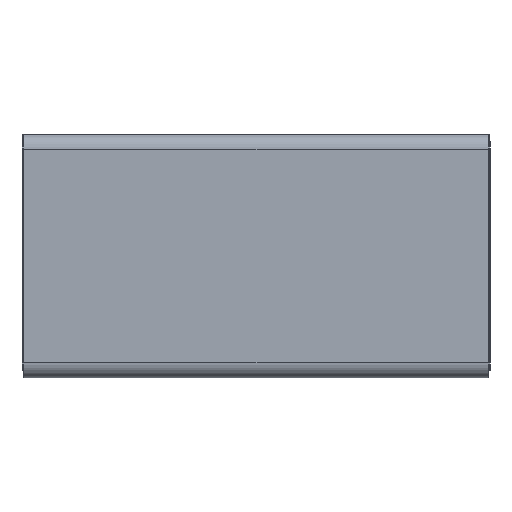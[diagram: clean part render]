
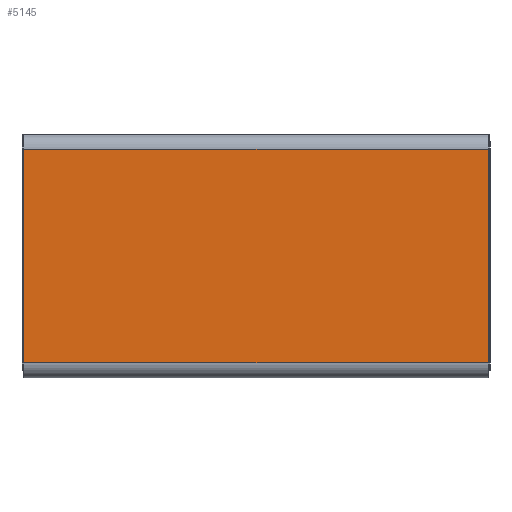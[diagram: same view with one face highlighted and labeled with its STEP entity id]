
A CAD part, left-side view. The second image highlights one B-rep face of the part: STEP entity #5145.
In plain terms, the highlighted planar face has unit normal (-1, 0, 0).
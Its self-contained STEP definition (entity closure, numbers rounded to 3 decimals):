
#382=FACE_OUTER_BOUND('',#668,.T.);
#668=EDGE_LOOP('',(#3314,#3315,#3316,#3317));
#1003=LINE('',#7200,#1511);
#1009=LINE('',#7215,#1517);
#1016=LINE('',#7234,#1524);
#1020=LINE('',#7241,#1528);
#1511=VECTOR('',#5999,0.47);
#1517=VECTOR('',#6013,0.47);
#1524=VECTOR('',#6032,1.24);
#1528=VECTOR('',#6042,10.);
#2019=VERTEX_POINT('',#7197);
#2020=VERTEX_POINT('',#7199);
#2024=VERTEX_POINT('',#7212);
#2025=VERTEX_POINT('',#7214);
#2514=EDGE_CURVE('',#2019,#2020,#1003,.T.);
#2522=EDGE_CURVE('',#2025,#2024,#1009,.T.);
#2532=EDGE_CURVE('',#2020,#2024,#1016,.T.);
#2536=EDGE_CURVE('',#2025,#2019,#1020,.T.);
#3314=ORIENTED_EDGE('',*,*,#2536,.F.);
#3315=ORIENTED_EDGE('',*,*,#2522,.T.);
#3316=ORIENTED_EDGE('',*,*,#2532,.F.);
#3317=ORIENTED_EDGE('',*,*,#2514,.F.);
#4663=PLANE('',#5603);
#5145=ADVANCED_FACE('',(#382),#4663,.T.);
#5603=AXIS2_PLACEMENT_3D('',#7240,#6040,#6041);
#5999=DIRECTION('',(0.,0.,1.));
#6013=DIRECTION('',(0.,0.,1.));
#6032=DIRECTION('',(0.,-1.,0.));
#6040=DIRECTION('center_axis',(-1.,0.,0.));
#6041=DIRECTION('ref_axis',(0.,0.,1.));
#6042=DIRECTION('',(0.,1.,0.));
#7197=CARTESIAN_POINT('',(-1.,0.62,-0.235));
#7199=CARTESIAN_POINT('',(-1.,0.62,0.335));
#7200=CARTESIAN_POINT('',(-1.,0.62,-0.135));
#7212=CARTESIAN_POINT('',(-1.,-0.62,0.335));
#7214=CARTESIAN_POINT('',(-1.,-0.62,-0.235));
#7215=CARTESIAN_POINT('',(-1.,-0.62,-0.135));
#7234=CARTESIAN_POINT('',(-1.,0.62,0.335));
#7240=CARTESIAN_POINT('Origin',(-1.,-0.62,-0.175));
#7241=CARTESIAN_POINT('',(-1.,-0.62,-0.235));
